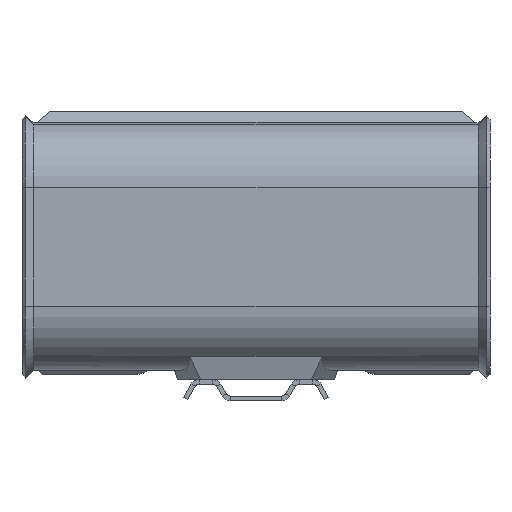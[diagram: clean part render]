
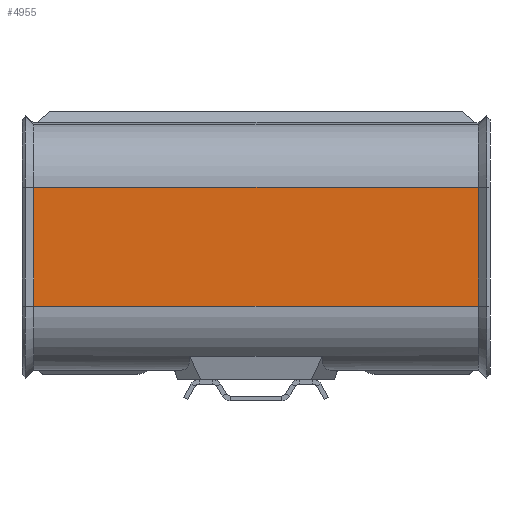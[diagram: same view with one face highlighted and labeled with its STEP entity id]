
A CAD part, front view. The second image highlights one B-rep face of the part: STEP entity #4955.
In plain terms, the highlighted planar face has unit normal (0, -1, 0).
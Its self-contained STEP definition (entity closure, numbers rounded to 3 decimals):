
#2697=DIRECTION('',(1.,0.,0.));
#2698=VECTOR('',#2697,188.);
#2699=CARTESIAN_POINT('',(-94.,-2.,-25.));
#2700=LINE('',#2699,#2698);
#2701=DIRECTION('',(1.,0.,0.));
#2702=VECTOR('',#2701,188.);
#2703=CARTESIAN_POINT('',(-94.,-2.,
-75.262));
#2704=LINE('',#2703,#2702);
#2840=DIRECTION('',(0.,0.,1.));
#2841=VECTOR('',#2840,50.262);
#2842=CARTESIAN_POINT('',(94.,-2.,
-75.262));
#2843=LINE('',#2842,#2841);
#3657=DIRECTION('',(0.,0.,-1.));
#3658=VECTOR('',#3657,50.262);
#3659=CARTESIAN_POINT('',(-94.,-2.,-25.));
#3660=LINE('',#3659,#3658);
#4854=CARTESIAN_POINT('',(94.,-2.,
-75.262));
#4856=VERTEX_POINT('',#4854);
#4858=CARTESIAN_POINT('',(94.,-2.,-25.));
#4859=VERTEX_POINT('',#4858);
#4873=CARTESIAN_POINT('',(-94.,-2.,-25.));
#4874=CARTESIAN_POINT('',(-94.,-2.,
-75.262));
#4875=VERTEX_POINT('',#4873);
#4876=VERTEX_POINT('',#4874);
#4941=CARTESIAN_POINT('',(100.,-2.,0.));
#4942=DIRECTION('',(0.,1.,0.));
#4943=DIRECTION('',(0.,0.,1.));
#4944=AXIS2_PLACEMENT_3D('',#4941,#4942,#4943);
#4945=PLANE('',#4944);
#4947=ORIENTED_EDGE('',*,*,#4946,.F.);
#4949=ORIENTED_EDGE('',*,*,#4948,.F.);
#4950=ORIENTED_EDGE('',*,*,#4923,.T.);
#4952=ORIENTED_EDGE('',*,*,#4951,.F.);
#4953=EDGE_LOOP('',(#4947,#4949,#4950,#4952));
#4954=FACE_OUTER_BOUND('',#4953,.F.);
#4955=ADVANCED_FACE('',(#4954),#4945,.F.);
#4923=EDGE_CURVE('',#4875,#4859,#2700,.T.);
#4946=EDGE_CURVE('',#4876,#4856,#2704,.T.);
#4948=EDGE_CURVE('',#4875,#4876,#3660,.T.);
#4951=EDGE_CURVE('',#4856,#4859,#2843,.T.);
